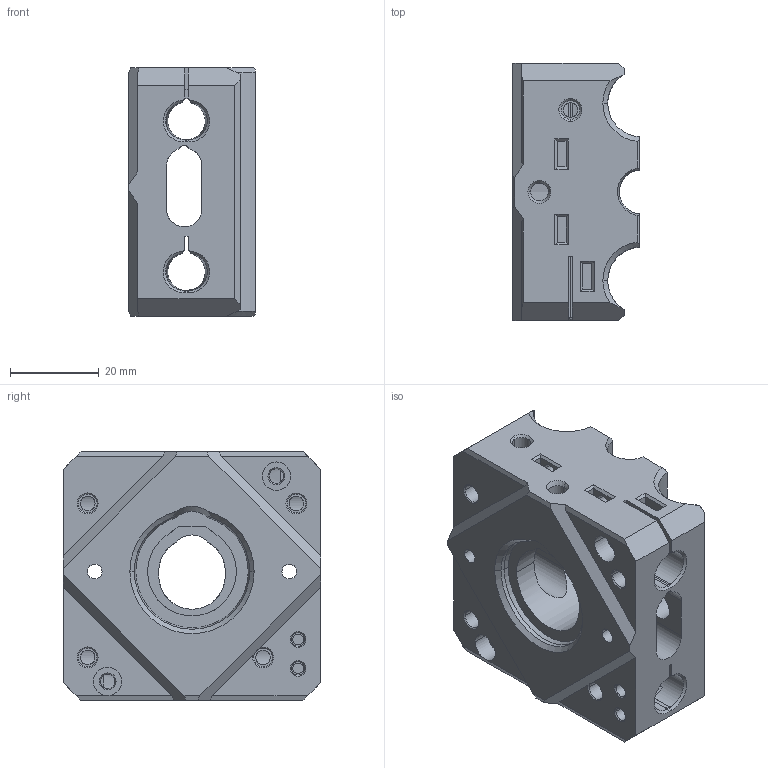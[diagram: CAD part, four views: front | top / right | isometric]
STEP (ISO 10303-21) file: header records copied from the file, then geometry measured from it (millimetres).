
FILE_DESCRIPTION (( 'STEP AP214' ), '1' );
FILE_NAME ('X_motor_holder_adjustable.STEP', '2024-12-08T11:51:53', ( '' ), ( '' ), 'SwSTEP 2.0', 'SolidWorks 2024', '' );
FILE_SCHEMA (( 'AUTOMOTIVE_DESIGN' ));
Length unit declared in the file: millimetre
Products named in the file (1): X_motor_holder_adjustable
Bounding box: 28.5 x 58.01 x 56.01 mm (x, y, z)
Volume: 52995.5 mm3; surface area: 21343.3 mm2
Topology: 1 solids, 5 shells, 411 faces, 1136 edges, 739 vertices
Faces by surface type: plane 204, cylinder 139, cone 48, bspline 20
Entity records: 26220 total; most frequent: CARTESIAN_POINT 11438, ORIENTED_EDGE 2272, DIRECTION 1941, EDGE_CURVE 1136, VERTEX_POINT 739, AXIS2_PLACEMENT_3D 670, LINE 601, VECTOR 601
